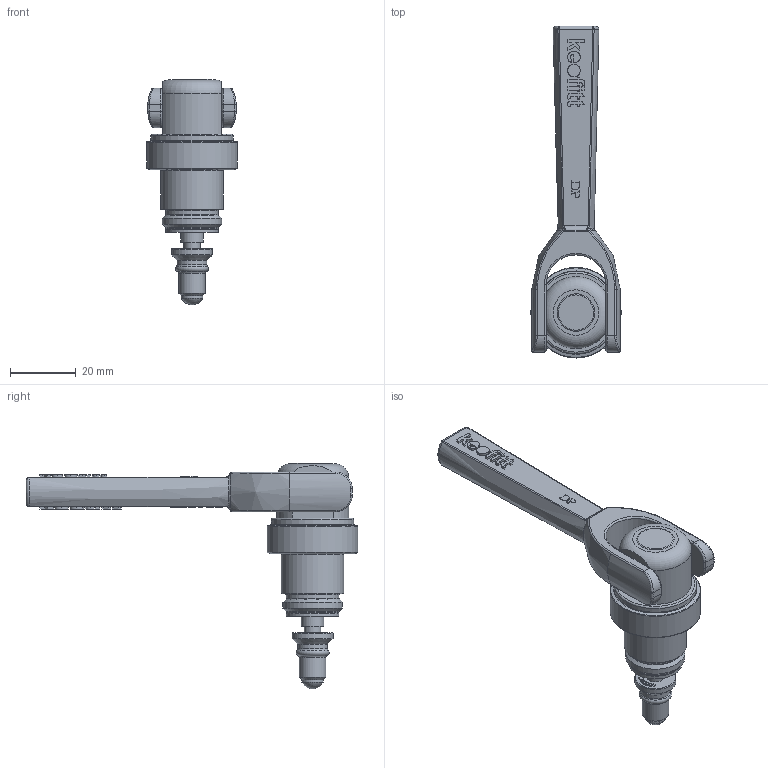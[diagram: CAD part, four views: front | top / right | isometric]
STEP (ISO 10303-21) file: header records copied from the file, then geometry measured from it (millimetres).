
FILE_DESCRIPTION(/* description */ (''),/* implementation_level */ '2;1');
FILE_NAME(/* name */ '440043E.stp',/* time_stamp */ '2023-07-11T09:26:09+02:00',/* author */ ('mbs'),/* organization */ (''),/* preprocessor_version */ 'ST-DEVELOPER v18.1',/* originating_system */ 'Autodesk Inventor 2022',/* authorisation */ '');
FILE_SCHEMA (('AUTOMOTIVE_DESIGN { 1 0 10303 214 3 1 1 }'));
Length unit declared in the file: millimetre
Products named in the file (1): 440043E
Bounding box: 27.5 x 100.75 x 68.48 mm (x, y, z)
Volume: 28436.5 mm3; surface area: 10165 mm2
Topology: 1 solids, 1 shells, 508 faces, 1329 edges, 855 vertices
Faces by surface type: plane 222, bspline 197, cylinder 48, torus 30, cone 6, sphere 5
Full cylindrical faces by diameter (mm): 5 x1, 6 x2, 6.5 x1, 6.8 x1, 8 x1, 9 x1, 12.5 x1, 16 x3, 18 x1, 19 x1, 25 x1, 27.5 x1
Entity records: 18050 total; most frequent: CARTESIAN_POINT 6238, ORIENTED_EDGE 2642, DIRECTION 1746, EDGE_CURVE 1321, VERTEX_POINT 855, LINE 716, VECTOR 716, EDGE_LOOP 550
